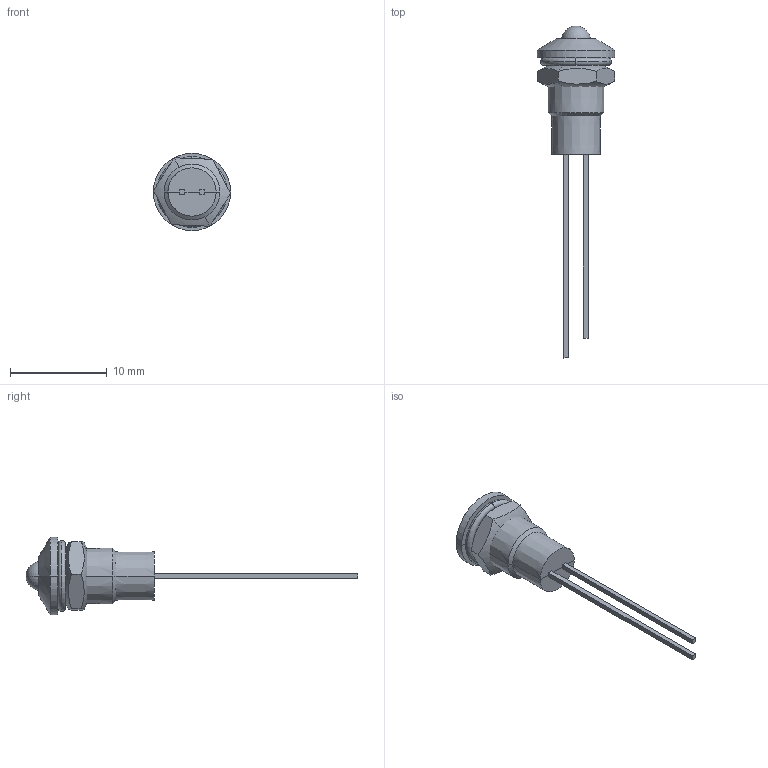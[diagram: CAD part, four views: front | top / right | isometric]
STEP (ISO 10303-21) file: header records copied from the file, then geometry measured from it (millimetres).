
FILE_DESCRIPTION (( 'STEP AP214' ), '1' );
FILE_NAME ('L63D.STEP', '2020-06-09T16:34:25', ( 'user' ), ( 'Microsoft' ), 'SwSTEP 2.0', 'SolidWorks 2018', '' );
FILE_SCHEMA (( 'AUTOMOTIVE_DESIGN' ));
Length unit declared in the file: inch
Products named in the file (4): nut_L63; washer^L63; L63; L63D
Assembly tree (3 placements, depth 2):
  L63D
    L63
    washer^L63
    nut_L63
Bounding box: 8 x 34.38 x 8 mm (x, y, z)
Volume: 376.5 mm3; surface area: 546.6 mm2
Topology: 5 solids, 5 shells, 54 faces, 112 edges, 64 vertices
Faces by surface type: plane 22, cone 16, torus 14, cylinder 2
Entity records: 1666 total; most frequent: CARTESIAN_POINT 308, DIRECTION 264, ORIENTED_EDGE 216, AXIS2_PLACEMENT_3D 108, EDGE_CURVE 108, VERTEX_POINT 64, EDGE_LOOP 56, FACE_OUTER_BOUND 54
